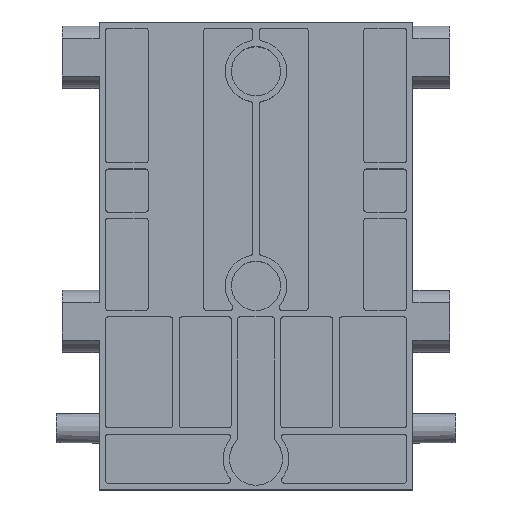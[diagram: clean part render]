
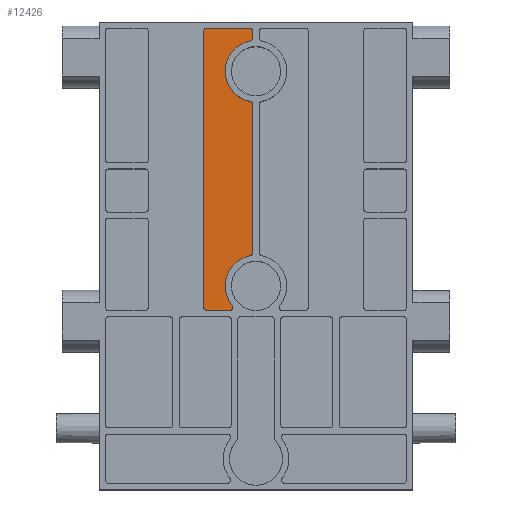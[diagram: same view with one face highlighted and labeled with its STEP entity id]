
A CAD part, top view. The second image highlights one B-rep face of the part: STEP entity #12426.
In plain terms, the highlighted planar face has unit normal (0, 0, 1).
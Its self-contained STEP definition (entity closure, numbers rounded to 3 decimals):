
#1871=DIRECTION('',(-1.,0.,0.));
#1872=VECTOR('',#1871,3.757);
#1873=CARTESIAN_POINT('',(7.757,19.102,-9.9));
#1874=LINE('',#1873,#1872);
#1892=DIRECTION('',(0.,1.,0.));
#1893=VECTOR('',#1892,44.898);
#1894=CARTESIAN_POINT('',(3.5,19.602,-9.9));
#1895=LINE('',#1894,#1893);
#1913=DIRECTION('',(1.,0.,0.));
#1914=VECTOR('',#1913,7.);
#1915=CARTESIAN_POINT('',(4.,65.,-9.9));
#1916=LINE('',#1915,#1914);
#1934=DIRECTION('',(0.,-1.,0.));
#1935=VECTOR('',#1934,1.092);
#1936=CARTESIAN_POINT('',(11.5,64.5,-9.9));
#1937=LINE('',#1936,#1935);
#1969=DIRECTION('',(0.,-1.,0.));
#1970=VECTOR('',#1969,24.082);
#1971=CARTESIAN_POINT('',(11.5,52.592,-9.9));
#1972=LINE('',#1971,#1970);
#1997=CARTESIAN_POINT('',(7.757,19.602,-9.9));
#1998=DIRECTION('',(0.,0.,1.));
#1999=DIRECTION('',(0.,-1.,0.));
#2000=AXIS2_PLACEMENT_3D('',#1997,#1998,#1999);
#2005=CARTESIAN_POINT('',(4.,19.602,-9.9));
#2006=DIRECTION('',(0.,0.,1.));
#2007=DIRECTION('',(-1.,0.,0.));
#2008=AXIS2_PLACEMENT_3D('',#2005,#2006,#2007);
#2013=CARTESIAN_POINT('',(4.,64.5,-9.9));
#2014=DIRECTION('',(0.,0.,1.));
#2015=DIRECTION('',(0.,1.,0.));
#2016=AXIS2_PLACEMENT_3D('',#2013,#2014,#2015);
#2021=CARTESIAN_POINT('',(11.,64.5,-9.9));
#2022=DIRECTION('',(0.,0.,1.));
#2023=DIRECTION('',(1.,0.,0.));
#2024=AXIS2_PLACEMENT_3D('',#2021,#2022,#2023);
#2029=CARTESIAN_POINT('',(11.,63.408,-9.9));
#2030=DIRECTION('',(0.,0.,1.));
#2031=DIRECTION('',(0.182,-0.983,0.));
#2032=AXIS2_PLACEMENT_3D('',#2029,#2030,#2031);
#2037=CARTESIAN_POINT('',(12.,58.,-9.9));
#2038=DIRECTION('',(0.,0.,-1.));
#2039=DIRECTION('',(-0.182,-0.983,0.));
#2040=AXIS2_PLACEMENT_3D('',#2037,#2038,#2039);
#2045=CARTESIAN_POINT('',(11.,52.592,-9.9));
#2046=DIRECTION('',(0.,0.,1.));
#2047=DIRECTION('',(1.,0.,0.));
#2048=AXIS2_PLACEMENT_3D('',#2045,#2046,#2047);
#2053=CARTESIAN_POINT('',(11.,28.51,-9.9));
#2054=DIRECTION('',(0.,0.,1.));
#2055=DIRECTION('',(0.182,-0.983,0.));
#2056=AXIS2_PLACEMENT_3D('',#2053,#2054,#2055);
#2061=CARTESIAN_POINT('',(12.,23.102,-9.9));
#2062=DIRECTION('',(0.,0.,-1.));
#2063=DIRECTION('',(-0.771,-0.636,0.));
#2064=AXIS2_PLACEMENT_3D('',#2061,#2062,#2063);
#10184=CARTESIAN_POINT('',(7.757,19.102,-9.9));
#10185=VERTEX_POINT('',#10184);
#10186=CARTESIAN_POINT('',(8.143,19.92,-9.9));
#10187=VERTEX_POINT('',#10186);
#10188=CARTESIAN_POINT('',(4.,19.102,-9.9));
#10189=VERTEX_POINT('',#10188);
#10190=CARTESIAN_POINT('',(3.5,19.602,-9.9));
#10191=VERTEX_POINT('',#10190);
#10192=CARTESIAN_POINT('',(3.5,64.5,-9.9));
#10193=VERTEX_POINT('',#10192);
#10194=CARTESIAN_POINT('',(4.,65.,-9.9));
#10195=VERTEX_POINT('',#10194);
#10196=CARTESIAN_POINT('',(11.,65.,-9.9));
#10197=VERTEX_POINT('',#10196);
#10198=CARTESIAN_POINT('',(11.5,64.5,-9.9));
#10199=VERTEX_POINT('',#10198);
#10200=CARTESIAN_POINT('',(11.5,63.408,-9.9));
#10201=VERTEX_POINT('',#10200);
#10202=CARTESIAN_POINT('',(11.091,62.917,-9.9));
#10203=VERTEX_POINT('',#10202);
#10204=CARTESIAN_POINT('',(11.091,53.083,-9.9));
#10205=VERTEX_POINT('',#10204);
#10206=CARTESIAN_POINT('',(11.5,52.592,-9.9));
#10207=VERTEX_POINT('',#10206);
#10208=CARTESIAN_POINT('',(11.5,28.51,-9.9));
#10209=VERTEX_POINT('',#10208);
#10210=CARTESIAN_POINT('',(11.091,28.018,-9.9));
#10211=VERTEX_POINT('',#10210);
#12405=CARTESIAN_POINT('',(7.757,19.602,-9.9));
#12406=DIRECTION('',(0.,0.,-1.));
#12407=DIRECTION('',(0.,1.,0.));
#12408=AXIS2_PLACEMENT_3D('',#12405,#12406,#12407);
#12409=PLANE('',#12408);
#12410=ORIENTED_EDGE('',*,*,#12118,.F.);
#12411=ORIENTED_EDGE('',*,*,#12141,.T.);
#12412=ORIENTED_EDGE('',*,*,#12161,.F.);
#12413=ORIENTED_EDGE('',*,*,#12183,.T.);
#12414=ORIENTED_EDGE('',*,*,#12203,.F.);
#12415=ORIENTED_EDGE('',*,*,#12225,.T.);
#12416=ORIENTED_EDGE('',*,*,#12245,.F.);
#12417=ORIENTED_EDGE('',*,*,#12267,.T.);
#12418=ORIENTED_EDGE('',*,*,#12287,.F.);
#12419=ORIENTED_EDGE('',*,*,#12309,.F.);
#12420=ORIENTED_EDGE('',*,*,#12329,.F.);
#12421=ORIENTED_EDGE('',*,*,#12351,.T.);
#12422=ORIENTED_EDGE('',*,*,#12371,.F.);
#12423=ORIENTED_EDGE('',*,*,#12392,.F.);
#12424=EDGE_LOOP('',(#12410,#12411,#12412,#12413,#12414,#12415,#12416,#12417,
#12418,#12419,#12420,#12421,#12422,#12423));
#12425=FACE_OUTER_BOUND('',#12424,.F.);
#2001=CIRCLE('',#2000,0.5);
#2009=CIRCLE('',#2008,0.5);
#2017=CIRCLE('',#2016,0.5);
#2025=CIRCLE('',#2024,0.5);
#2033=CIRCLE('',#2032,0.5);
#2041=CIRCLE('',#2040,5.);
#2049=CIRCLE('',#2048,0.5);
#2057=CIRCLE('',#2056,0.5);
#2065=CIRCLE('',#2064,5.);
#12118=EDGE_CURVE('',#10185,#10187,#2001,.T.);
#12141=EDGE_CURVE('',#10185,#10189,#1874,.T.);
#12161=EDGE_CURVE('',#10191,#10189,#2009,.T.);
#12183=EDGE_CURVE('',#10191,#10193,#1895,.T.);
#12203=EDGE_CURVE('',#10195,#10193,#2017,.T.);
#12225=EDGE_CURVE('',#10195,#10197,#1916,.T.);
#12245=EDGE_CURVE('',#10199,#10197,#2025,.T.);
#12267=EDGE_CURVE('',#10199,#10201,#1937,.T.);
#12287=EDGE_CURVE('',#10203,#10201,#2033,.T.);
#12309=EDGE_CURVE('',#10205,#10203,#2041,.T.);
#12329=EDGE_CURVE('',#10207,#10205,#2049,.T.);
#12351=EDGE_CURVE('',#10207,#10209,#1972,.T.);
#12371=EDGE_CURVE('',#10211,#10209,#2057,.T.);
#12392=EDGE_CURVE('',#10187,#10211,#2065,.T.);
#12426=ADVANCED_FACE('',(#12425),#12409,.F.);
